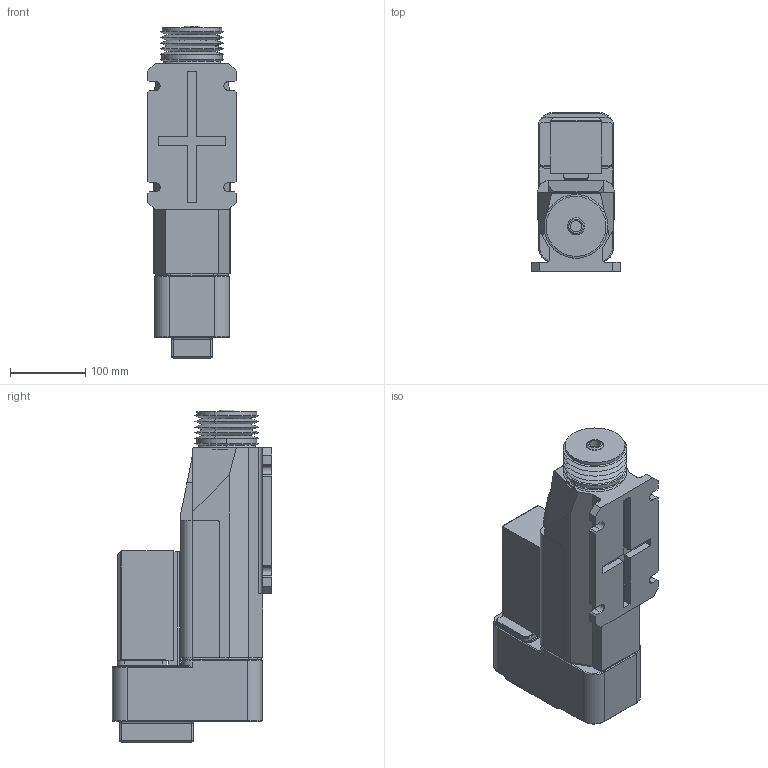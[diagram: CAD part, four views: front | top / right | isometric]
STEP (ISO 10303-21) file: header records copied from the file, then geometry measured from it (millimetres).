
FILE_DESCRIPTION (( 'STEP AP203' ), '1' );
FILE_NAME ('JPU-204CL外形図.STEP', '2007-05-30T04:53:52', ( '' ), ( '' ), 'SwSTEP 2.0', 'SolidWorks 2006104', '' );
FILE_SCHEMA (( 'CONFIG_CONTROL_DESIGN' ));
Length unit declared in the file: millimetre
Products named in the file (3): JPU-204CL外形図; 僕儍僶儔_棉太倌; JPU-204CL_蹬怮椔
Assembly tree (2 placements, depth 2):
  JPU-204CL外形図
    僕儍僶儔_棉太倌
    JPU-204CL_蹬怮椔
Bounding box: 118 x 212.5 x 442.5 mm (x, y, z)
Volume: 5990727 mm3; surface area: 369452 mm2
Topology: 2 solids, 2 shells, 328 faces, 841 edges, 518 vertices
Faces by surface type: plane 151, cylinder 89, cone 68, bspline 20
Entity records: 13306 total; most frequent: CARTESIAN_POINT 5023, DIRECTION 1699, ORIENTED_EDGE 1670, EDGE_CURVE 835, AXIS2_PLACEMENT_3D 575, LINE 549, VECTOR 549, VERTEX_POINT 518
